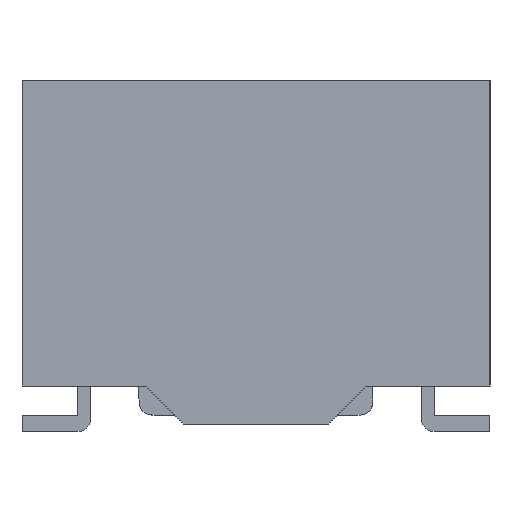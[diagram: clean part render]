
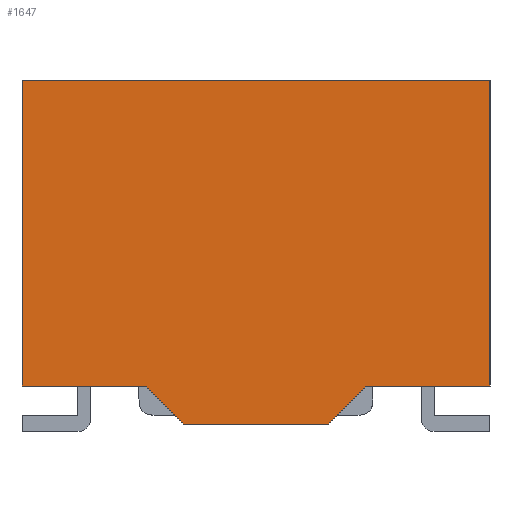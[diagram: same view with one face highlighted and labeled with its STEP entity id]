
A CAD part, left-side view. The second image highlights one B-rep face of the part: STEP entity #1647.
In plain terms, the highlighted planar face has unit normal (-1, 0, 0).
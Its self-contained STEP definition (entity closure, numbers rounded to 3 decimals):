
#90=LINE('',#2453,#300);
#95=LINE('',#2462,#305);
#99=LINE('',#2471,#309);
#104=LINE('',#2480,#314);
#106=LINE('',#2484,#316);
#107=LINE('',#2487,#317);
#109=LINE('',#2491,#319);
#110=LINE('',#2492,#320);
#300=VECTOR('',#1914,10.);
#305=VECTOR('',#1923,10.);
#309=VECTOR('',#1929,10.);
#314=VECTOR('',#1938,10.);
#316=VECTOR('',#1944,10.);
#317=VECTOR('',#1947,10.);
#319=VECTOR('',#1951,10.);
#320=VECTOR('',#1952,10.);
#495=PLANE('',#1764);
#584=FACE_OUTER_BOUND('',#682,.T.);
#682=EDGE_LOOP('',(#1260,#1261,#1262,#1263,#1264,#1265,#1266,#1267));
#797=VERTEX_POINT('',#2450);
#798=VERTEX_POINT('',#2452);
#800=VERTEX_POINT('',#2460);
#803=VERTEX_POINT('',#2468);
#804=VERTEX_POINT('',#2470);
#806=VERTEX_POINT('',#2478);
#807=VERTEX_POINT('',#2486);
#808=VERTEX_POINT('',#2490);
#964=EDGE_CURVE('',#798,#797,#90,.T.);
#969=EDGE_CURVE('',#797,#800,#95,.T.);
#973=EDGE_CURVE('',#804,#803,#99,.T.);
#978=EDGE_CURVE('',#800,#806,#104,.T.);
#980=EDGE_CURVE('',#806,#804,#106,.T.);
#981=EDGE_CURVE('',#807,#798,#107,.T.);
#983=EDGE_CURVE('',#808,#803,#109,.T.);
#984=EDGE_CURVE('',#807,#808,#110,.T.);
#1260=ORIENTED_EDGE('',*,*,#981,.T.);
#1261=ORIENTED_EDGE('',*,*,#964,.T.);
#1262=ORIENTED_EDGE('',*,*,#969,.T.);
#1263=ORIENTED_EDGE('',*,*,#978,.T.);
#1264=ORIENTED_EDGE('',*,*,#980,.T.);
#1265=ORIENTED_EDGE('',*,*,#973,.T.);
#1266=ORIENTED_EDGE('',*,*,#983,.F.);
#1267=ORIENTED_EDGE('',*,*,#984,.F.);
#1647=ADVANCED_FACE('',(#584),#495,.T.);
#1764=AXIS2_PLACEMENT_3D('',#2489,#1949,#1950);
#1914=DIRECTION('',(0.,-0.707,-0.707));
#1923=DIRECTION('',(0.,-1.,0.));
#1929=DIRECTION('',(0.,0.,1.));
#1938=DIRECTION('',(0.,-0.707,0.707));
#1944=DIRECTION('',(0.,-1.,0.));
#1947=DIRECTION('',(0.,-1.,0.));
#1949=DIRECTION('center_axis',(-1.,0.,0.));
#1950=DIRECTION('ref_axis',(0.,-1.,0.));
#1951=DIRECTION('',(0.,-1.,0.));
#1952=DIRECTION('',(0.,0.,1.));
#2450=CARTESIAN_POINT('',(-1.5,1.1,0.1));
#2452=CARTESIAN_POINT('',(-1.5,1.7,0.7));
#2453=CARTESIAN_POINT('',(-1.5,2.,1.));
#2460=CARTESIAN_POINT('',(-1.5,-1.1,0.1));
#2462=CARTESIAN_POINT('',(-1.5,2.35,0.1));
#2468=CARTESIAN_POINT('',(-1.5,-3.6,5.4));
#2470=CARTESIAN_POINT('',(-1.5,-3.6,0.7));
#2471=CARTESIAN_POINT('',(-1.5,-3.6,0.));
#2478=CARTESIAN_POINT('',(-1.5,-1.7,0.7));
#2480=CARTESIAN_POINT('',(-1.5,0.1,-1.1));
#2484=CARTESIAN_POINT('',(-1.5,0.95,0.7));
#2486=CARTESIAN_POINT('',(-1.5,3.6,0.7));
#2487=CARTESIAN_POINT('',(-1.5,3.6,0.7));
#2489=CARTESIAN_POINT('Origin',(-1.5,3.6,0.));
#2490=CARTESIAN_POINT('',(-1.5,3.6,5.4));
#2491=CARTESIAN_POINT('',(-1.5,-3.6,5.4));
#2492=CARTESIAN_POINT('',(-1.5,3.6,0.));
